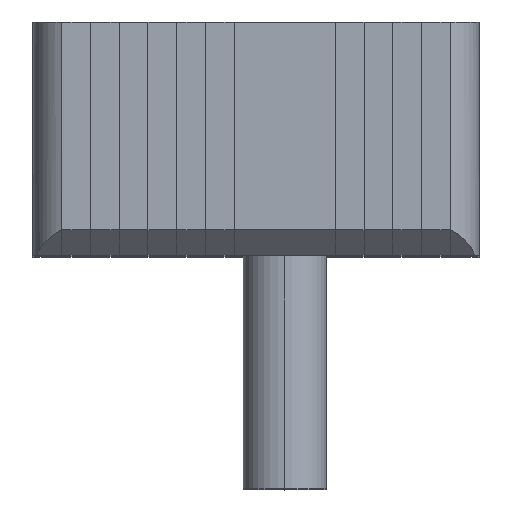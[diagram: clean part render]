
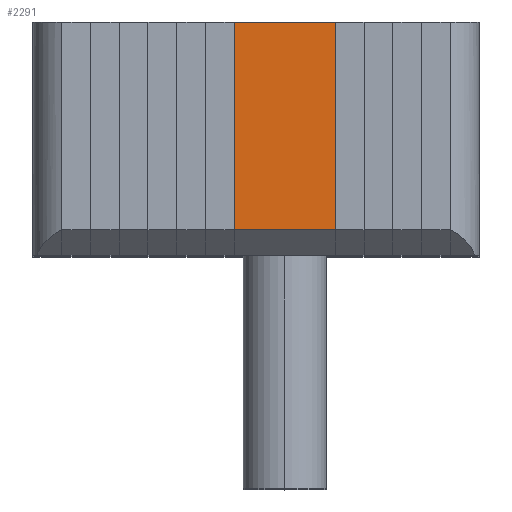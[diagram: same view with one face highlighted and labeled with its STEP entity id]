
A CAD part, top view. The second image highlights one B-rep face of the part: STEP entity #2291.
In plain terms, the highlighted planar face has unit normal (0, 0, 1).
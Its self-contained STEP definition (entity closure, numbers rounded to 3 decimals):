
#150 = LINE ( 'NONE', #5635, #1676 ) ;
#189 = DIRECTION ( 'NONE',  ( 0., -1., 0. ) ) ;
#310 = CARTESIAN_POINT ( 'NONE',  ( 2.6, 0., 30. ) ) ;
#451 = CARTESIAN_POINT ( 'NONE',  ( 2.6, 6.5, 30. ) ) ;
#771 = VERTEX_POINT ( 'NONE', #3885 ) ;
#925 = FACE_OUTER_BOUND ( 'NONE', #5239, .T. ) ;
#1102 = VECTOR ( 'NONE', #189, 1000. ) ;
#1233 = VERTEX_POINT ( 'NONE', #6472 ) ;
#1676 = VECTOR ( 'NONE', #8005, 1000. ) ;
#1870 = DIRECTION ( 'NONE',  ( -1., 0., 0. ) ) ;
#2160 = DIRECTION ( 'NONE',  ( 0., 0., -1. ) ) ;
#2291 = ADVANCED_FACE ( 'NONE', ( #925 ), #3399, .F. ) ;
#2739 = EDGE_CURVE ( 'NONE', #771, #3375, #4037, .T. ) ;
#2792 = VECTOR ( 'NONE', #6574, 1000. ) ;
#2922 = CARTESIAN_POINT ( 'NONE',  ( -2.6, -4.2, 30. ) ) ;
#3014 = CARTESIAN_POINT ( 'NONE',  ( 2.6, -4.2, 30. ) ) ;
#3045 = ORIENTED_EDGE ( 'NONE', *, *, #3360, .T. ) ;
#3124 = CARTESIAN_POINT ( 'NONE',  ( 2.6, 6.5, 30. ) ) ;
#3203 = VECTOR ( 'NONE', #1870, 1000. ) ;
#3360 = EDGE_CURVE ( 'NONE', #6986, #771, #5441, .T. ) ;
#3375 = VERTEX_POINT ( 'NONE', #2922 ) ;
#3399 = PLANE ( 'NONE',  #6536 ) ;
#3885 = CARTESIAN_POINT ( 'NONE',  ( -2.6, 6.5, 30. ) ) ;
#4037 = LINE ( 'NONE', #5254, #1102 ) ;
#4395 = ORIENTED_EDGE ( 'NONE', *, *, #7355, .F. ) ;
#4412 = EDGE_CURVE ( 'NONE', #1233, #3375, #5488, .T. ) ;
#5239 = EDGE_LOOP ( 'NONE', ( #6653, #5790, #4395, #3045 ) ) ;
#5254 = CARTESIAN_POINT ( 'NONE',  ( -2.6, 0., 30. ) ) ;
#5441 = LINE ( 'NONE', #451, #2792 ) ;
#5488 = LINE ( 'NONE', #3014, #3203 ) ;
#5635 = CARTESIAN_POINT ( 'NONE',  ( 2.6, 0., 30. ) ) ;
#5790 = ORIENTED_EDGE ( 'NONE', *, *, #4412, .F. ) ;
#6472 = CARTESIAN_POINT ( 'NONE',  ( 2.6, -4.2, 30. ) ) ;
#6536 = AXIS2_PLACEMENT_3D ( 'NONE', #310, #2160, #7962 ) ;
#6574 = DIRECTION ( 'NONE',  ( -1., 0., 0. ) ) ;
#6653 = ORIENTED_EDGE ( 'NONE', *, *, #2739, .T. ) ;
#6986 = VERTEX_POINT ( 'NONE', #3124 ) ;
#7355 = EDGE_CURVE ( 'NONE', #6986, #1233, #150, .T. ) ;
#7962 = DIRECTION ( 'NONE',  ( -1., 0., 0. ) ) ;
#8005 = DIRECTION ( 'NONE',  ( 0., -1., 0. ) ) ;
